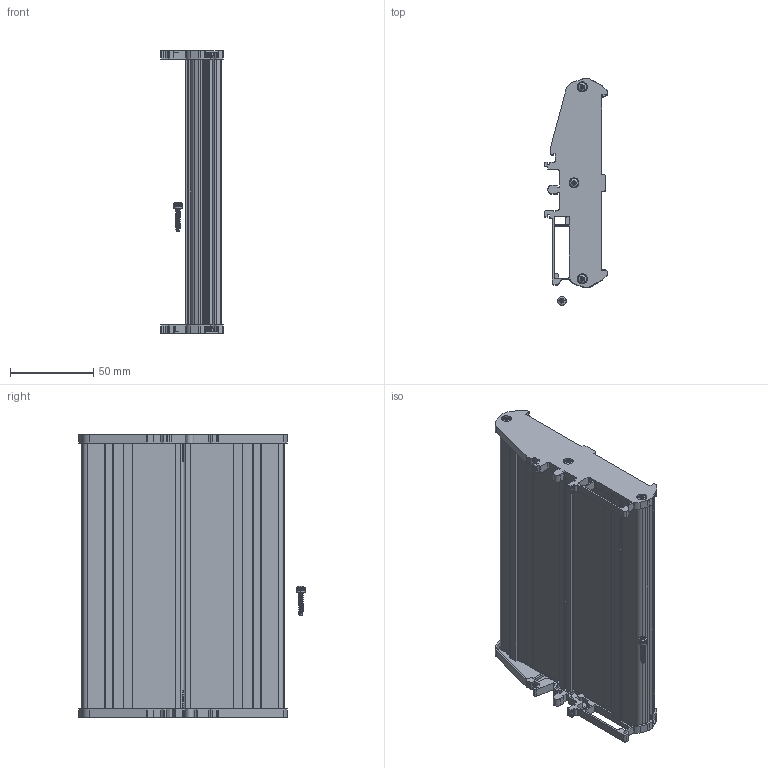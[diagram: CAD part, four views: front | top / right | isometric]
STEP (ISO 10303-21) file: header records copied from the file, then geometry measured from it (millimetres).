
FILE_DESCRIPTION(('HOOPS Exchange Step'),'2;1');
FILE_NAME('export-63EE5452-7170-4EDC-B845-D9C2D7E9164E.stp','2024-08-08T09:50:52+02:00',('Engineering'),('Alibre'),'HOOPS Exchange 2023.0','Alibre','Unknown authorisation');
FILE_SCHEMA( ('AP242_MANAGED_MODEL_BASED_3D_ENGINEERING_MIM_LF {1 0 10303 442 1 1 4 }') );
Length unit declared in the file: millimetre
Products named in the file (6): 2686 DIN Rail PCB Profile UM 108 Profile (pricem); 2687-1 Phoenix Contact Foot and side Element UM108-SEFE L; 2687-2 Phoenix Contact Foot and side Element UM108-SEFE L; 2688-1Phoenix Contact Foot and side Element UM108-SEFE R; 2688-2 Phoenix Contact Foot and side Element UM108-SEFE RSchr.Lins._3x14-Z_01151118.2; 6908 CNC530 DIN-Rail Mount (108x164mm)
Assembly tree (9 placements, depth 2):
  6908 CNC530 DIN-Rail Mount (108x164mm)
    2686 DIN Rail PCB Profile UM 108 Profile (pricem)
    2687-1 Phoenix Contact Foot and side Element UM108-SEFE L
    2687-2 Phoenix Contact Foot and side Element UM108-SEFE L  x3
    2688-1Phoenix Contact Foot and side Element UM108-SEFE R
    2688-2 Phoenix Contact Foot and side Element UM108-SEFE RSchr.Lins._3x14-Z_01151118.2  x3
Bounding box: 37.6 x 136.29 x 170 mm (x, y, z)
Volume: 83212.9 mm3; surface area: 88906.3 mm2
Topology: 11 solids, 11 shells, 1745 faces, 4826 edges, 3095 vertices
Faces by surface type: plane 777, cylinder 676, cone 244, torus 24, sphere 16, bspline 8
Full cylindrical faces by diameter (mm): 3 x2
Entity records: 41046 total; most frequent: CARTESIAN_POINT 10818, ORIENTED_EDGE 6196, DIRECTION 6097, EDGE_CURVE 3098, VERTEX_POINT 2039, AXIS2_PLACEMENT_3D 2035, VECTOR 2027, LINE 2027
